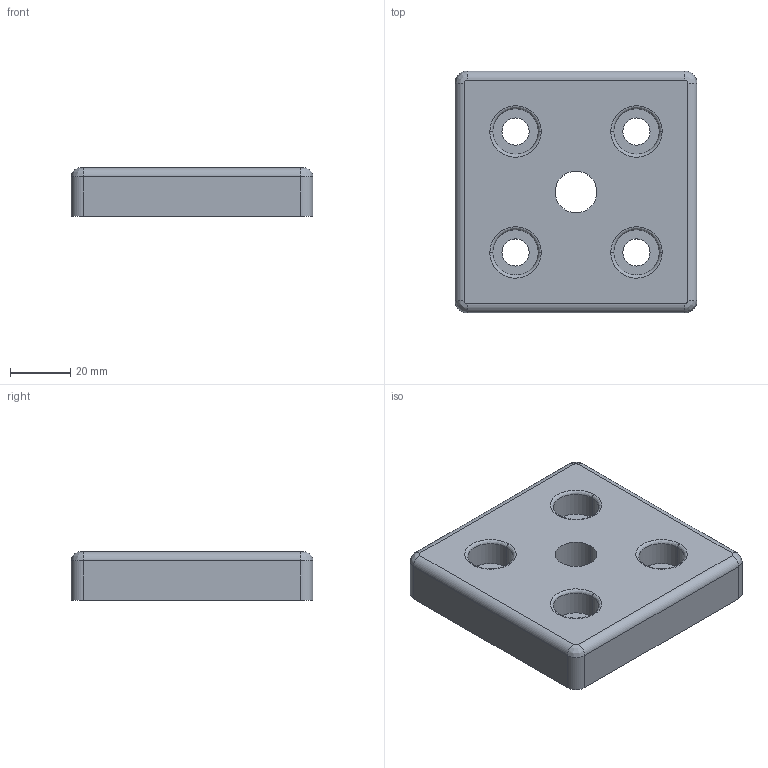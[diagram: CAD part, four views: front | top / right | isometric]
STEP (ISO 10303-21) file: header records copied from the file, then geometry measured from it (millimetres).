
FILE_DESCRIPTION(('STEP AP214'),'1');
FILE_NAME('fath_093t80801608s.stp','2017-10-10T09:53:16',('TraceParts'),('TraceParts S.A.'),'Spatial InterOp 3D',' ',' ');
FILE_SCHEMA(('automotive_design'));
Length unit declared in the file: millimetre
Products named in the file (1): fath_093t80801608s
Bounding box: 80 x 80 x 16 mm (x, y, z)
Volume: 57880.2 mm3; surface area: 29226.6 mm2
Topology: 1 solids, 1 shells, 291 faces, 708 edges, 405 vertices
Faces by surface type: cylinder 142, bspline 99, plane 50
Entity records: 13576 total; most frequent: CARTESIAN_POINT 4761, DIRECTION 1398, ORIENTED_EDGE 1364, EDGE_CURVE 682, AXIS2_PLACEMENT_3D 574, VERTEX_POINT 405, CIRCLE 381, EDGE_LOOP 313
